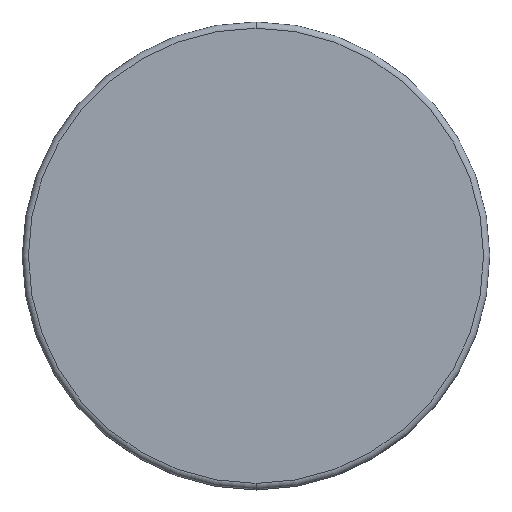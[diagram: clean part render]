
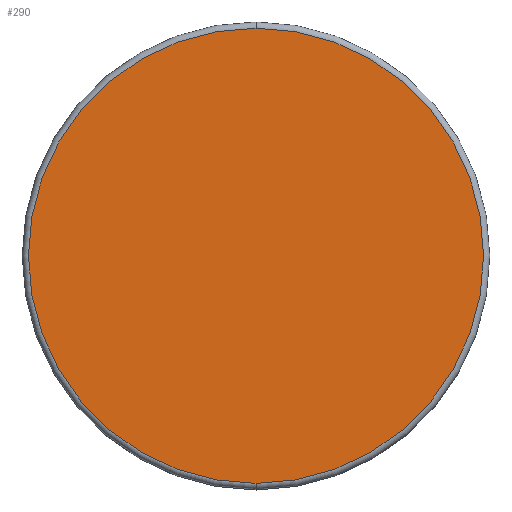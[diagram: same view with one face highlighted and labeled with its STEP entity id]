
A CAD part, top view. The second image highlights one B-rep face of the part: STEP entity #290.
In plain terms, the highlighted planar face has unit normal (0, 0, 1).
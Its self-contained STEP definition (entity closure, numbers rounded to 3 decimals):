
#5 = CARTESIAN_POINT ( 'NONE',  ( 0., 0., 31.35 ) ) ;
#26 = CARTESIAN_POINT ( 'NONE',  ( 0., 30.1, 31.35 ) ) ;
#37 = DIRECTION ( 'NONE',  ( 0., -1., 0. ) ) ;
#57 = CIRCLE ( 'NONE', #154, 29.3 ) ;
#121 = CARTESIAN_POINT ( 'NONE',  ( 0., -29.3, 31.35 ) ) ;
#142 = ORIENTED_EDGE ( 'NONE', *, *, #272, .T. ) ;
#144 = DIRECTION ( 'NONE',  ( 0., 0., 1. ) ) ;
#147 = CARTESIAN_POINT ( 'NONE',  ( 0., 29.3, 31.35 ) ) ;
#154 = AXIS2_PLACEMENT_3D ( 'NONE', #5, #469, #37 ) ;
#176 = AXIS2_PLACEMENT_3D ( 'NONE', #456, #396, #317 ) ;
#247 = ORIENTED_EDGE ( 'NONE', *, *, #376, .T. ) ;
#272 = EDGE_CURVE ( 'NONE', #333, #362, #294, .T. ) ;
#285 = FACE_OUTER_BOUND ( 'NONE', #389, .T. ) ;
#290 = ADVANCED_FACE ( 'NONE', ( #285 ), #425, .T. ) ;
#294 = CIRCLE ( 'NONE', #176, 29.3 ) ;
#317 = DIRECTION ( 'NONE',  ( 0., -1., 0. ) ) ;
#333 = VERTEX_POINT ( 'NONE', #147 ) ;
#362 = VERTEX_POINT ( 'NONE', #121 ) ;
#376 = EDGE_CURVE ( 'NONE', #362, #333, #57, .T. ) ;
#389 = EDGE_LOOP ( 'NONE', ( #247, #142 ) ) ;
#396 = DIRECTION ( 'NONE',  ( 0., 0., 1. ) ) ;
#425 = PLANE ( 'NONE',  #430 ) ;
#430 = AXIS2_PLACEMENT_3D ( 'NONE', #26, #144, #460 ) ;
#456 = CARTESIAN_POINT ( 'NONE',  ( 0., 0., 31.35 ) ) ;
#460 = DIRECTION ( 'NONE',  ( 0., -1., 0. ) ) ;
#469 = DIRECTION ( 'NONE',  ( 0., 0., 1. ) ) ;
